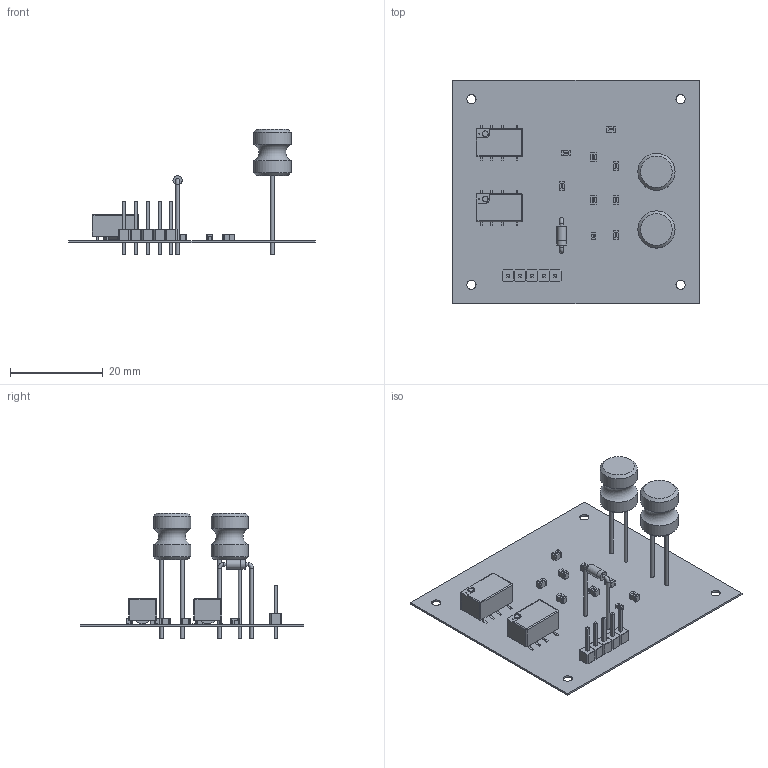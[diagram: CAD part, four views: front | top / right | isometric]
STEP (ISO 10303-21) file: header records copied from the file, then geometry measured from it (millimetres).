
FILE_DESCRIPTION(('Open CASCADE Model'),'2;1');
FILE_NAME('Open CASCADE Shape Model','2025-05-29T14:22:34',('Author'),( 'Open CASCADE'),'Open CASCADE STEP processor 6.8','Open CASCADE 6.8' ,'Unknown');
FILE_SCHEMA(('AUTOMOTIVE_DESIGN { 1 0 10303 214 1 1 1 1 }'));
Length unit declared in the file: millimetre
Products named in the file (29): PCB; Board; Open CASCADE STEP translator 6.8 1.1.1; X1; PLS-5; PLS-1; îñíîâàíèå; ïðÿìîé_øòûðü; VD1; diode_DO41; L2; inductor_0810; L1; K2; relay_IM03GR; K1; C9; smd_cap_0805; Open CASCADE STEP translator 6.8 1.8.1.1; Open CASCADE STEP translator 6.8 1.8.1.2; C8; C7; smd_cap_0603; C6; C5; C4; C3; C2; C1
Assembly tree (42 placements, depth 5):
  PCB
    Board
      Open CASCADE STEP translator 6.8 1.1.1
    X1
      PLS-5
        PLS-1  x6
          îñíîâàíèå
          ïðÿìîé_øòûðü
    VD1
      diode_DO41
    L2
      inductor_0810
    L1
      inductor_0810
    K2
      relay_IM03GR
    K1
      relay_IM03GR
    C9
      smd_cap_0805
        Open CASCADE STEP translator 6.8 1.8.1.1
        Open CASCADE STEP translator 6.8 1.8.1.2
    C8
      smd_cap_0805
        Open CASCADE STEP translator 6.8 1.8.1.1
        Open CASCADE STEP translator 6.8 1.8.1.2
    C7
      smd_cap_0603
    C6
      smd_cap_0805
        Open CASCADE STEP translator 6.8 1.8.1.1
        Open CASCADE STEP translator 6.8 1.8.1.2
    C5
      smd_cap_0805
        Open CASCADE STEP translator 6.8 1.8.1.1
        Open CASCADE STEP translator 6.8 1.8.1.2
    C4
      smd_cap_0805
        Open CASCADE STEP translator 6.8 1.8.1.1
        Open CASCADE STEP translator 6.8 1.8.1.2
    C3
      smd_cap_0805
        Open CASCADE STEP translator 6.8 1.8.1.1
        Open CASCADE STEP translator 6.8 1.8.1.2
    C2
      smd_cap_0805
        Open CASCADE STEP translator 6.8 1.8.1.1
        Open CASCADE STEP translator 6.8 1.8.1.2
    C1
      smd_cap_0805
        Open CASCADE STEP translator 6.8 1.8.1.1
        Open CASCADE STEP translator 6.8 1.8.1.2
Bounding box: 53 x 48 x 27 mm (x, y, z)
Volume: 2674.6 mm3; surface area: 7328.6 mm2
Topology: 120 solids, 120 shells, 1835 faces, 4577 edges, 2996 vertices
Faces by surface type: plane 1020, extrusion 674, cylinder 125, cone 6, sphere 6, torus 4
Full cylindrical faces by diameter (mm): 0.8 x18, 1.1 x5, 1.2 x2, 2 x6, 8 x4
Entity records: 19236 total; most frequent: CARTESIAN_POINT 3687, ORIENTED_EDGE 2584, DIRECTION 2067, EDGE_CURVE 1292, VECTOR 1007, LINE 851, VERTEX_POINT 847, FACE_BOUND 585
